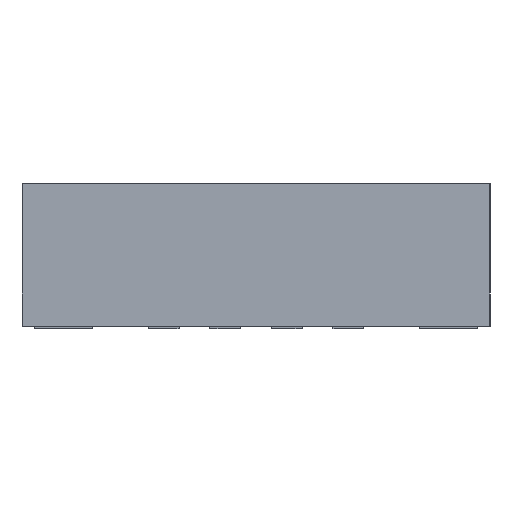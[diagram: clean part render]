
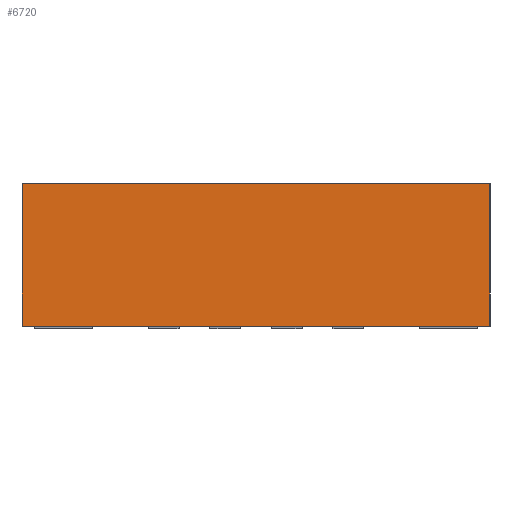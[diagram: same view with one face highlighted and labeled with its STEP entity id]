
A CAD part, left-side view. The second image highlights one B-rep face of the part: STEP entity #6720.
In plain terms, the highlighted planar face has unit normal (-1, 0, 0).
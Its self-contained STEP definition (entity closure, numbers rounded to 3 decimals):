
#784 = CARTESIAN_POINT ( 'NONE',  ( -2.6, 1.9, 0.02 ) ) ;
#1169 = DIRECTION ( 'NONE',  ( 0., -1., 0. ) ) ;
#1284 = EDGE_LOOP ( 'NONE', ( #2067, #11502, #4093, #10018 ) ) ;
#1302 = EDGE_CURVE ( 'NONE', #11376, #8034, #5596, .T. ) ;
#1498 = LINE ( 'NONE', #11425, #3824 ) ;
#2067 = ORIENTED_EDGE ( 'NONE', *, *, #10567, .F. ) ;
#2364 = LINE ( 'NONE', #3367, #9306 ) ;
#3088 = EDGE_CURVE ( 'NONE', #5434, #6568, #2364, .T. ) ;
#3126 = DIRECTION ( 'NONE',  ( 0., 0., -1. ) ) ;
#3242 = DIRECTION ( 'NONE',  ( 0., 0., -1. ) ) ;
#3300 = PLANE ( 'NONE',  #4152 ) ;
#3367 = CARTESIAN_POINT ( 'NONE',  ( -2.6, -1.9, 1.18 ) ) ;
#3824 = VECTOR ( 'NONE', #7900, 1000. ) ;
#3926 = VECTOR ( 'NONE', #11112, 1000. ) ;
#4093 = ORIENTED_EDGE ( 'NONE', *, *, #6679, .F. ) ;
#4129 = CARTESIAN_POINT ( 'NONE',  ( -2.6, -1.9, 1.18 ) ) ;
#4152 = AXIS2_PLACEMENT_3D ( 'NONE', #6909, #6849, #3242 ) ;
#4159 = CARTESIAN_POINT ( 'NONE',  ( -2.6, -1.9, 0.02 ) ) ;
#5434 = VERTEX_POINT ( 'NONE', #4129 ) ;
#5596 = LINE ( 'NONE', #5650, #3926 ) ;
#5614 = LINE ( 'NONE', #5671, #7353 ) ;
#5650 = CARTESIAN_POINT ( 'NONE',  ( -2.6, 1.9, 1.18 ) ) ;
#5671 = CARTESIAN_POINT ( 'NONE',  ( -2.6, -1.9, 1.18 ) ) ;
#5911 = FACE_OUTER_BOUND ( 'NONE', #1284, .T. ) ;
#6568 = VERTEX_POINT ( 'NONE', #4159 ) ;
#6679 = EDGE_CURVE ( 'NONE', #11376, #5434, #5614, .T. ) ;
#6720 = ADVANCED_FACE ( 'NONE', ( #5911 ), #3300, .F. ) ;
#6849 = DIRECTION ( 'NONE',  ( 1., 0., 0. ) ) ;
#6909 = CARTESIAN_POINT ( 'NONE',  ( -2.6, -1.9, 1.18 ) ) ;
#7353 = VECTOR ( 'NONE', #1169, 1000. ) ;
#7514 = CARTESIAN_POINT ( 'NONE',  ( -2.6, 1.9, 1.18 ) ) ;
#7900 = DIRECTION ( 'NONE',  ( 0., 1., 0. ) ) ;
#8034 = VERTEX_POINT ( 'NONE', #784 ) ;
#9306 = VECTOR ( 'NONE', #3126, 1000. ) ;
#10018 = ORIENTED_EDGE ( 'NONE', *, *, #1302, .T. ) ;
#10567 = EDGE_CURVE ( 'NONE', #6568, #8034, #1498, .T. ) ;
#11112 = DIRECTION ( 'NONE',  ( 0., 0., -1. ) ) ;
#11376 = VERTEX_POINT ( 'NONE', #7514 ) ;
#11425 = CARTESIAN_POINT ( 'NONE',  ( -2.6, 1.9, 0.02 ) ) ;
#11502 = ORIENTED_EDGE ( 'NONE', *, *, #3088, .F. ) ;
